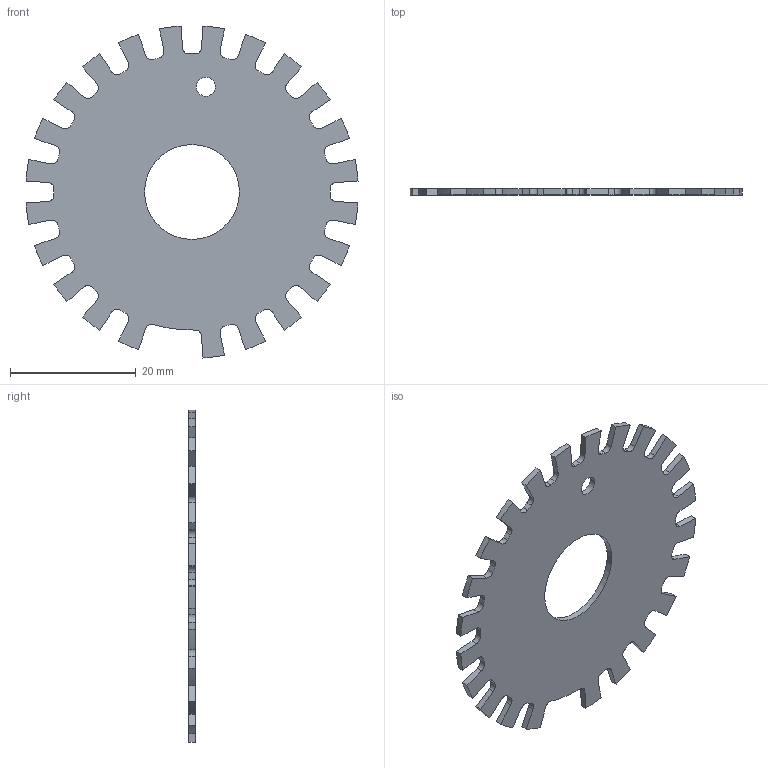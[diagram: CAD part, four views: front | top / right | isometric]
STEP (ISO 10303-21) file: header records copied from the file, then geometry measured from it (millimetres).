
FILE_DESCRIPTION (( 'STEP AP214' ), '1' );
FILE_NAME ('trigger_wheel_acier.STEP', '2018-11-25T21:31:54', ( '' ), ( '' ), 'SwSTEP 2.0', 'SolidWorks 2016', '' );
FILE_SCHEMA (( 'AUTOMOTIVE_DESIGN' ));
Length unit declared in the file: millimetre
Products named in the file (1): trigger_wheel_acier
Bounding box: 52.89 x 1 x 52.89 mm (x, y, z)
Volume: 1672.1 mm3; surface area: 3741.2 mm2
Topology: 1 solids, 1 shells, 157 faces, 465 edges, 310 vertices
Faces by surface type: cylinder 109, plane 48
Entity records: 5399 total; most frequent: DIRECTION 999, CARTESIAN_POINT 933, ORIENTED_EDGE 930, EDGE_CURVE 465, AXIS2_PLACEMENT_3D 376, VERTEX_POINT 310, LINE 247, VECTOR 247
